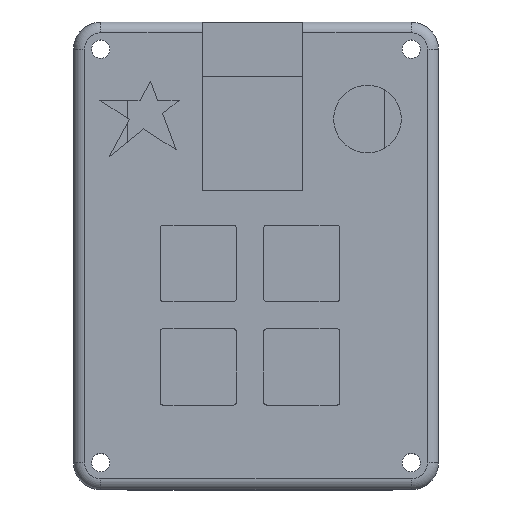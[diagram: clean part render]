
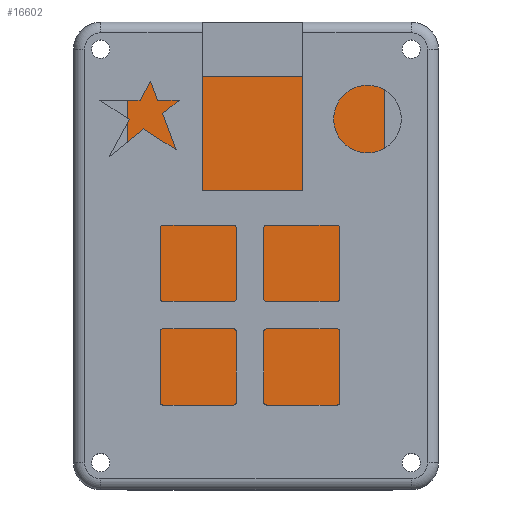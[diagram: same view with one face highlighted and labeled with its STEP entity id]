
A CAD part, top view. The second image highlights one B-rep face of the part: STEP entity #16602.
In plain terms, the highlighted planar face has unit normal (0, 0, 1).
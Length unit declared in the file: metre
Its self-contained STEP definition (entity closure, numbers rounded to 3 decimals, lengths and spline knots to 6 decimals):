
#2325=ORIENTED_EDGE('',*,*,#7325,.F.);
#2326=ORIENTED_EDGE('',*,*,#7326,.T.);
#2327=ORIENTED_EDGE('',*,*,#7327,.T.);
#2328=ORIENTED_EDGE('',*,*,#7328,.F.);
#7325=EDGE_CURVE('',#9857,#9858,#11579,.T.);
#7326=EDGE_CURVE('',#9857,#9859,#11580,.T.);
#7327=EDGE_CURVE('',#9859,#9860,#11581,.T.);
#7328=EDGE_CURVE('',#9858,#9860,#11582,.T.);
#9857=VERTEX_POINT('',#23132);
#9858=VERTEX_POINT('',#23133);
#9859=VERTEX_POINT('',#23135);
#9860=VERTEX_POINT('',#23137);
#11579=LINE('',#23131,#12866);
#11580=LINE('',#23134,#12867);
#11581=LINE('',#23136,#12868);
#11582=LINE('',#23138,#12869);
#12866=VECTOR('',#19309,1.);
#12867=VECTOR('',#19310,1.);
#12868=VECTOR('',#19311,1.);
#12869=VECTOR('',#19312,1.);
#14123=EDGE_LOOP('',(#2325,#2326,#2327,#2328));
#15169=FACE_BOUND('',#14123,.T.);
#16148=PLANE('',#17755);
#16602=ADVANCED_FACE('',(#15169),#16148,.T.);
#17755=AXIS2_PLACEMENT_3D('',#23130,#19307,#19308);
#19307=DIRECTION('',(0.,0.,1.));
#19308=DIRECTION('',(1.,0.,0.));
#19309=DIRECTION('',(0.,1.,0.));
#19310=DIRECTION('',(1.,0.,0.));
#19311=DIRECTION('',(0.,1.,0.));
#19312=DIRECTION('',(1.,0.,0.));
#23130=CARTESIAN_POINT('',(0.023551,0.03302,0.003));
#23131=CARTESIAN_POINT('',(0.,0.03302,0.003));
#23132=CARTESIAN_POINT('',(0.,0.,0.003));
#23133=CARTESIAN_POINT('',(0.,0.06604,0.003));
#23134=CARTESIAN_POINT('',(0.023551,0.,0.003));
#23135=CARTESIAN_POINT('',(0.047101,0.,0.003));
#23136=CARTESIAN_POINT('',(0.047101,0.03302,0.003));
#23137=CARTESIAN_POINT('',(0.047101,0.06604,0.003));
#23138=CARTESIAN_POINT('',(0.023551,0.06604,0.003));
